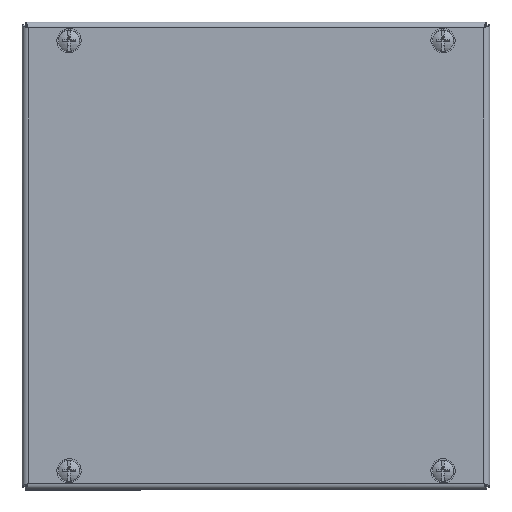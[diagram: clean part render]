
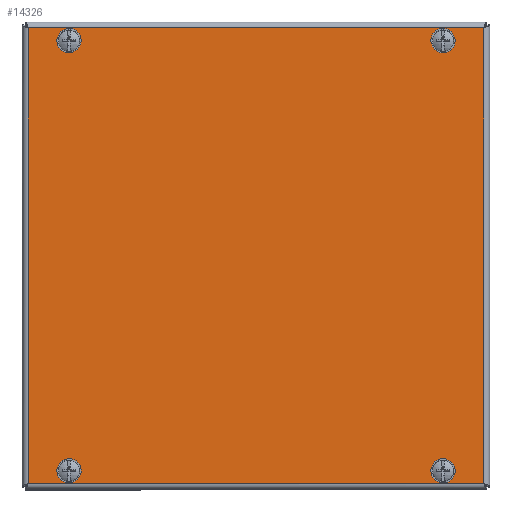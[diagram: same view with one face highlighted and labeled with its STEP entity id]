
A CAD part, top view. The second image highlights one B-rep face of the part: STEP entity #14326.
In plain terms, the highlighted face is planar.
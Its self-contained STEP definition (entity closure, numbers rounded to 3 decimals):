
#937 = EDGE_LOOP ( 'NONE', ( #8821 ) ) ;
#1448 = CARTESIAN_POINT ( 'NONE',  ( -97.5, 97.5, 0. ) ) ;
#2279 = VERTEX_POINT ( 'NONE', #8322 ) ;
#2389 = EDGE_LOOP ( 'NONE', ( #8504, #8343, #8316, #8085 ) ) ;
#3456 = VERTEX_POINT ( 'NONE', #7219 ) ;
#3505 = VERTEX_POINT ( 'NONE', #7222 ) ;
#3522 = VERTEX_POINT ( 'NONE', #7235 ) ;
#3549 = VERTEX_POINT ( 'NONE', #7251 ) ;
#3770 = CARTESIAN_POINT ( 'NONE',  ( 97.5, -97.5, 0. ) ) ;
#7219 = CARTESIAN_POINT ( 'NONE',  ( 76., 92., 0. ) ) ;
#7222 = CARTESIAN_POINT ( 'NONE',  ( -76., 92., 0. ) ) ;
#7235 = CARTESIAN_POINT ( 'NONE',  ( -84., -92., 0. ) ) ;
#7251 = CARTESIAN_POINT ( 'NONE',  ( 84., -92., 0. ) ) ;
#7273 = VERTEX_POINT ( 'NONE', #3770 ) ;
#8011 = FACE_BOUND ( 'NONE', #9777, .T. ) ;
#8085 = ORIENTED_EDGE ( 'NONE', *, *, #9094, .T. ) ;
#8316 = ORIENTED_EDGE ( 'NONE', *, *, #9047, .T. ) ;
#8322 = CARTESIAN_POINT ( 'NONE',  ( 97.5, 97.5, 0. ) ) ;
#8343 = ORIENTED_EDGE ( 'NONE', *, *, #8918, .T. ) ;
#8504 = ORIENTED_EDGE ( 'NONE', *, *, #8869, .T. ) ;
#8516 = ORIENTED_EDGE ( 'NONE', *, *, #8691, .F. ) ;
#8538 = EDGE_CURVE ( 'NONE', #3549, #3549, #14769, .T. ) ;
#8576 = EDGE_CURVE ( 'NONE', #3522, #3522, #14523, .T. ) ;
#8592 = EDGE_CURVE ( 'NONE', #3505, #3505, #14303, .T. ) ;
#8691 = EDGE_CURVE ( 'NONE', #3456, #3456, #14652, .T. ) ;
#8821 = ORIENTED_EDGE ( 'NONE', *, *, #8592, .F. ) ;
#8862 = ORIENTED_EDGE ( 'NONE', *, *, #8576, .F. ) ;
#8869 = EDGE_CURVE ( 'NONE', #7273, #15844, #13933, .T. ) ;
#8918 = EDGE_CURVE ( 'NONE', #15844, #12058, #13380, .T. ) ;
#8975 = ORIENTED_EDGE ( 'NONE', *, *, #8538, .F. ) ;
#9047 = EDGE_CURVE ( 'NONE', #12058, #2279, #13094, .T. ) ;
#9094 = EDGE_CURVE ( 'NONE', #2279, #7273, #13129, .T. ) ;
#9145 = FACE_OUTER_BOUND ( 'NONE', #2389, .T. ) ;
#9156 = FACE_BOUND ( 'NONE', #937, .T. ) ;
#9171 = FACE_BOUND ( 'NONE', #13868, .T. ) ;
#9186 = FACE_BOUND ( 'NONE', #9804, .T. ) ;
#9777 = EDGE_LOOP ( 'NONE', ( #8862 ) ) ;
#9804 = EDGE_LOOP ( 'NONE', ( #8975 ) ) ;
#9852 = DIRECTION ( 'NONE',  ( 0., -1., 0. ) ) ;
#9928 = CARTESIAN_POINT ( 'NONE',  ( 97.5, 98.743, 0. ) ) ;
#9995 = DIRECTION ( 'NONE',  ( 1., 0., 0. ) ) ;
#10079 = CARTESIAN_POINT ( 'NONE',  ( -98.743, 97.5, 0. ) ) ;
#11190 = CARTESIAN_POINT ( 'NONE',  ( -97.5, -98.743, 0. ) ) ;
#11341 = DIRECTION ( 'NONE',  ( -1., 0., 0. ) ) ;
#11492 = CARTESIAN_POINT ( 'NONE',  ( 98.743, -97.5, 0. ) ) ;
#11498 = CARTESIAN_POINT ( 'NONE',  ( -97.5, -97.5, 0. ) ) ;
#11713 = AXIS2_PLACEMENT_3D ( 'NONE', #12294, #12220, #12204 ) ;
#11813 = CARTESIAN_POINT ( 'NONE',  ( 80., 92., 0. ) ) ;
#12058 = VERTEX_POINT ( 'NONE', #1448 ) ;
#12096 = DIRECTION ( 'NONE',  ( 1., 0., 0. ) ) ;
#12109 = DIRECTION ( 'NONE',  ( 0., 0., -1. ) ) ;
#12112 = CARTESIAN_POINT ( 'NONE',  ( -80., 92., 0. ) ) ;
#12204 = DIRECTION ( 'NONE',  ( 1., 0., 0. ) ) ;
#12220 = DIRECTION ( 'NONE',  ( 0., 0., 1. ) ) ;
#12294 = CARTESIAN_POINT ( 'NONE',  ( -100., 100., 0. ) ) ;
#12348 = PLANE ( 'NONE',  #11713 ) ;
#12394 = DIRECTION ( 'NONE',  ( -1., 0., 0. ) ) ;
#12434 = DIRECTION ( 'NONE',  ( 0., 0., -1. ) ) ;
#12438 = CARTESIAN_POINT ( 'NONE',  ( -80., -92., 0. ) ) ;
#12631 = DIRECTION ( 'NONE',  ( 1., 0., 0. ) ) ;
#12633 = DIRECTION ( 'NONE',  ( 0., 0., -1. ) ) ;
#12650 = CARTESIAN_POINT ( 'NONE',  ( 80., -92., 0. ) ) ;
#12716 = AXIS2_PLACEMENT_3D ( 'NONE', #11813, #12782, #12763 ) ;
#12763 = DIRECTION ( 'NONE',  ( -1., 0., 0. ) ) ;
#12782 = DIRECTION ( 'NONE',  ( 0., 0., -1. ) ) ;
#12908 = AXIS2_PLACEMENT_3D ( 'NONE', #12112, #12109, #12096 ) ;
#12934 = VECTOR ( 'NONE', #9852, 1000. ) ;
#13063 = VECTOR ( 'NONE', #9995, 1000. ) ;
#13094 = LINE ( 'NONE', #10079, #13063 ) ;
#13129 = LINE ( 'NONE', #9928, #12934 ) ;
#13147 = AXIS2_PLACEMENT_3D ( 'NONE', #12438, #12434, #12394 ) ;
#13243 = AXIS2_PLACEMENT_3D ( 'NONE', #12650, #12633, #12631 ) ;
#13325 = VECTOR ( 'NONE', #13550, 1000. ) ;
#13380 = LINE ( 'NONE', #11190, #13325 ) ;
#13550 = DIRECTION ( 'NONE',  ( 0., 1., 0. ) ) ;
#13868 = EDGE_LOOP ( 'NONE', ( #8516 ) ) ;
#13933 = LINE ( 'NONE', #11492, #14001 ) ;
#14001 = VECTOR ( 'NONE', #11341, 1000. ) ;
#14303 = CIRCLE ( 'NONE', #12908, 4. ) ;
#14326 = ADVANCED_FACE ( 'NONE', ( #9186, #8011, #9156, #9171, #9145 ), #12348, .F. ) ;
#14523 = CIRCLE ( 'NONE', #13147, 4. ) ;
#14652 = CIRCLE ( 'NONE', #12716, 4. ) ;
#14769 = CIRCLE ( 'NONE', #13243, 4. ) ;
#15844 = VERTEX_POINT ( 'NONE', #11498 ) ;
